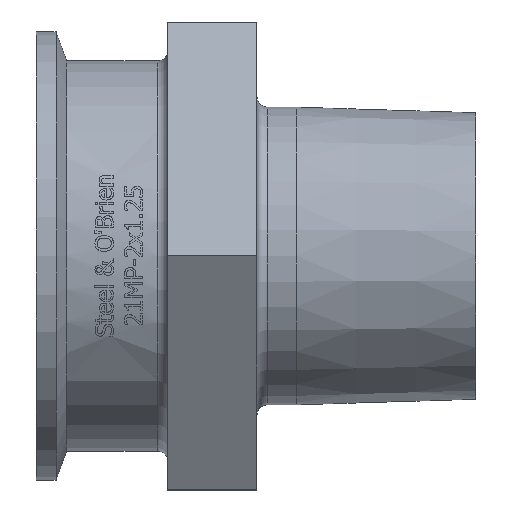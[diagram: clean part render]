
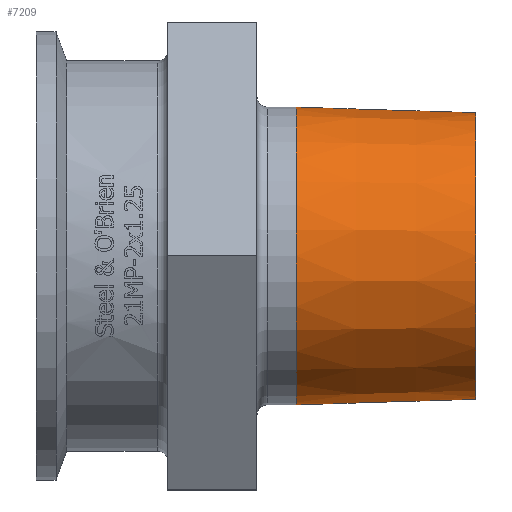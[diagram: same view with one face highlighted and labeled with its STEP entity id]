
A CAD part, top view. The second image highlights one B-rep face of the part: STEP entity #7209.
In plain terms, the highlighted conical face has half-angle 1.783 degrees and reference radius 20.828 mm.
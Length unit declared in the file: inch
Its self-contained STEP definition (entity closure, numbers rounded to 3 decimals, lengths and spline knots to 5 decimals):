
#16=CONICAL_SURFACE('',#7652,0.82,1.783);
#116=FACE_BOUND('',#1322,.T.);
#867=FACE_OUTER_BOUND('',#1321,.T.);
#1321=EDGE_LOOP('',(#6740));
#1322=EDGE_LOOP('',(#6741));
#1489=CIRCLE('',#7615,0.8043);
#1503=CIRCLE('',#7651,0.8357);
#3535=VERTEX_POINT('',#15616);
#3561=VERTEX_POINT('',#15696);
#4590=EDGE_CURVE('',#3535,#3535,#1489,.T.);
#4622=EDGE_CURVE('',#3561,#3561,#1503,.T.);
#6740=ORIENTED_EDGE('',*,*,#4590,.F.);
#6741=ORIENTED_EDGE('',*,*,#4622,.T.);
#7209=ADVANCED_FACE('',(#867,#116),#16,.T.);
#7615=AXIS2_PLACEMENT_3D('',#15617,#8937,#8938);
#7651=AXIS2_PLACEMENT_3D('',#15697,#9027,#9028);
#7652=AXIS2_PLACEMENT_3D('',#15698,#9029,#9030);
#8937=DIRECTION('center_axis',(1.,0.,0.));
#8938=DIRECTION('ref_axis',(0.,1.,0.));
#9027=DIRECTION('center_axis',(1.,0.,0.));
#9028=DIRECTION('ref_axis',(0.,1.,0.));
#9029=DIRECTION('center_axis',(-1.,0.,0.));
#9030=DIRECTION('ref_axis',(0.,1.,0.));
#15616=CARTESIAN_POINT('',(2.469,0.8043,0.));
#15617=CARTESIAN_POINT('Origin',(2.469,0.,0.));
#15696=CARTESIAN_POINT('',(1.4605,0.8357,0.));
#15697=CARTESIAN_POINT('Origin',(1.4605,0.,0.));
#15698=CARTESIAN_POINT('Origin',(1.96475,0.,0.));
